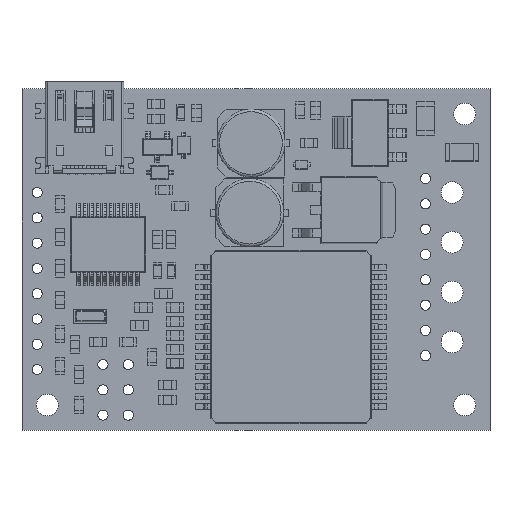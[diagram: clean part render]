
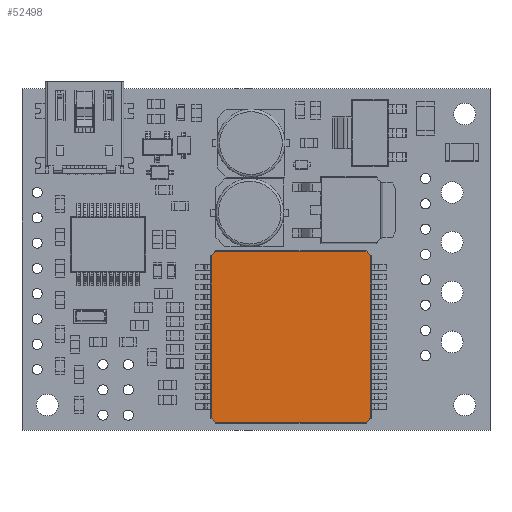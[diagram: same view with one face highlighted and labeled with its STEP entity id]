
A CAD part, top view. The second image highlights one B-rep face of the part: STEP entity #52498.
In plain terms, the highlighted planar face has unit normal (0, 0, 1).
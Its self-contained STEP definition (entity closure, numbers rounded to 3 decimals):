
#85 = LINE ( 'NONE', #55957, #59291 ) ;
#2813 = VERTEX_POINT ( 'NONE', #12372 ) ;
#3148 = LINE ( 'NONE', #8725, #97688 ) ;
#3663 = ORIENTED_EDGE ( 'NONE', *, *, #71644, .T. ) ;
#4351 = CARTESIAN_POINT ( 'NONE',  ( 17.888, 16.402, 3.825 ) ) ;
#4969 = CARTESIAN_POINT ( 'NONE',  ( 19.001, 1.251, 3.825 ) ) ;
#5876 = EDGE_LOOP ( 'NONE', ( #75385, #3663, #17475, #86794, #69940, #30114, #95339, #23230 ) ) ;
#8518 = DIRECTION ( 'NONE',  ( -1., 0., 0. ) ) ;
#8725 = CARTESIAN_POINT ( 'NONE',  ( 27.026, 25.502, 3.825 ) ) ;
#9394 = CARTESIAN_POINT ( 'NONE',  ( 10.888, 9.364, 3.825 ) ) ;
#10465 = DIRECTION ( 'NONE',  ( -1., 0., 0. ) ) ;
#12372 = CARTESIAN_POINT ( 'NONE',  ( 35.013, 17.515, 3.825 ) ) ;
#17475 = ORIENTED_EDGE ( 'NONE', *, *, #82757, .T. ) ;
#17702 = CARTESIAN_POINT ( 'NONE',  ( 34.539, 17.989, 3.825 ) ) ;
#18593 = VERTEX_POINT ( 'NONE', #4969 ) ;
#23230 = ORIENTED_EDGE ( 'NONE', *, *, #51100, .T. ) ;
#23650 = VECTOR ( 'NONE', #30013, 1000. ) ;
#24103 = CARTESIAN_POINT ( 'NONE',  ( 19.475, 17.989, 3.825 ) ) ;
#24431 = CARTESIAN_POINT ( 'NONE',  ( 17.907, 17.989, 3.825 ) ) ;
#24875 = LINE ( 'NONE', #24431, #87854 ) ;
#25080 = LINE ( 'NONE', #9394, #84293 ) ;
#26373 = CARTESIAN_POINT ( 'NONE',  ( 17.907, 16.383, 3.825 ) ) ;
#26488 = VERTEX_POINT ( 'NONE', #60584 ) ;
#28587 = CARTESIAN_POINT ( 'NONE',  ( 34.026, 0.264, 3.825 ) ) ;
#29887 = VECTOR ( 'NONE', #47921, 1000. ) ;
#30013 = DIRECTION ( 'NONE',  ( 0.707, 0.707, 0. ) ) ;
#30114 = ORIENTED_EDGE ( 'NONE', *, *, #42758, .T. ) ;
#31735 = CARTESIAN_POINT ( 'NONE',  ( 17.907, 0.777, 3.825 ) ) ;
#34794 = DIRECTION ( 'NONE',  ( 0., 0., -1. ) ) ;
#36359 = DIRECTION ( 'NONE',  ( -0.707, -0.707, 0. ) ) ;
#40894 = VERTEX_POINT ( 'NONE', #47017 ) ;
#42758 = EDGE_CURVE ( 'NONE', #18593, #40894, #25080, .T. ) ;
#47017 = CARTESIAN_POINT ( 'NONE',  ( 19.475, 0.777, 3.825 ) ) ;
#47427 = LINE ( 'NONE', #31735, #29887 ) ;
#47921 = DIRECTION ( 'NONE',  ( 1., 0., 0. ) ) ;
#48920 = DIRECTION ( 'NONE',  ( -0.707, 0.707, 0. ) ) ;
#51100 = EDGE_CURVE ( 'NONE', #26488, #67009, #62749, .T. ) ;
#51858 = CARTESIAN_POINT ( 'NONE',  ( 19.001, 17.515, 3.825 ) ) ;
#52498 = ADVANCED_FACE ( 'NONE', ( #83348 ), #57386, .F. ) ;
#53313 = VERTEX_POINT ( 'NONE', #51858 ) ;
#54672 = LINE ( 'NONE', #4351, #73575 ) ;
#55957 = CARTESIAN_POINT ( 'NONE',  ( 35.013, 16.383, 3.825 ) ) ;
#57386 = PLANE ( 'NONE',  #69947 ) ;
#59291 = VECTOR ( 'NONE', #79592, 1000. ) ;
#60584 = CARTESIAN_POINT ( 'NONE',  ( 34.539, 0.777, 3.825 ) ) ;
#62749 = LINE ( 'NONE', #28587, #23650 ) ;
#65803 = DIRECTION ( 'NONE',  ( 0.707, -0.707, 0. ) ) ;
#65820 = VERTEX_POINT ( 'NONE', #17702 ) ;
#67009 = VERTEX_POINT ( 'NONE', #74872 ) ;
#67207 = DIRECTION ( 'NONE',  ( 0., -1., 0. ) ) ;
#69940 = ORIENTED_EDGE ( 'NONE', *, *, #89068, .T. ) ;
#69947 = AXIS2_PLACEMENT_3D ( 'NONE', #26373, #34794, #10465 ) ;
#71644 = EDGE_CURVE ( 'NONE', #2813, #65820, #3148, .T. ) ;
#73575 = VECTOR ( 'NONE', #36359, 1000. ) ;
#74617 = CARTESIAN_POINT ( 'NONE',  ( 19.001, 16.383, 3.825 ) ) ;
#74701 = EDGE_CURVE ( 'NONE', #40894, #26488, #47427, .T. ) ;
#74872 = CARTESIAN_POINT ( 'NONE',  ( 35.013, 1.251, 3.825 ) ) ;
#75385 = ORIENTED_EDGE ( 'NONE', *, *, #91362, .T. ) ;
#79592 = DIRECTION ( 'NONE',  ( 0., 1., 0. ) ) ;
#80369 = VERTEX_POINT ( 'NONE', #24103 ) ;
#82757 = EDGE_CURVE ( 'NONE', #65820, #80369, #24875, .T. ) ;
#83348 = FACE_OUTER_BOUND ( 'NONE', #5876, .T. ) ;
#84293 = VECTOR ( 'NONE', #65803, 1000. ) ;
#86794 = ORIENTED_EDGE ( 'NONE', *, *, #94949, .T. ) ;
#87854 = VECTOR ( 'NONE', #8518, 1000. ) ;
#89068 = EDGE_CURVE ( 'NONE', #53313, #18593, #96605, .T. ) ;
#91362 = EDGE_CURVE ( 'NONE', #67009, #2813, #85, .T. ) ;
#92715 = VECTOR ( 'NONE', #67207, 1000. ) ;
#94949 = EDGE_CURVE ( 'NONE', #80369, #53313, #54672, .T. ) ;
#95339 = ORIENTED_EDGE ( 'NONE', *, *, #74701, .T. ) ;
#96605 = LINE ( 'NONE', #74617, #92715 ) ;
#97688 = VECTOR ( 'NONE', #48920, 1000. ) ;
